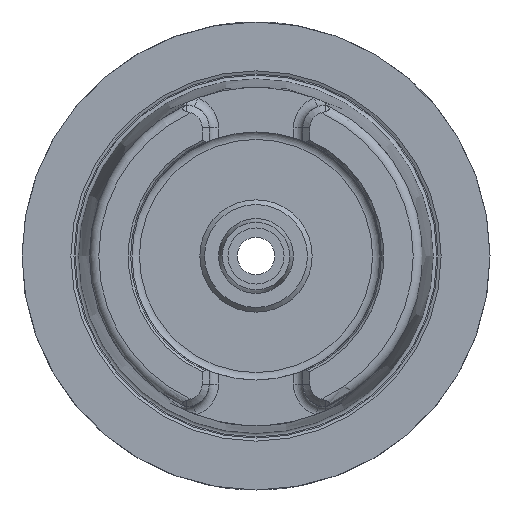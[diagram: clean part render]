
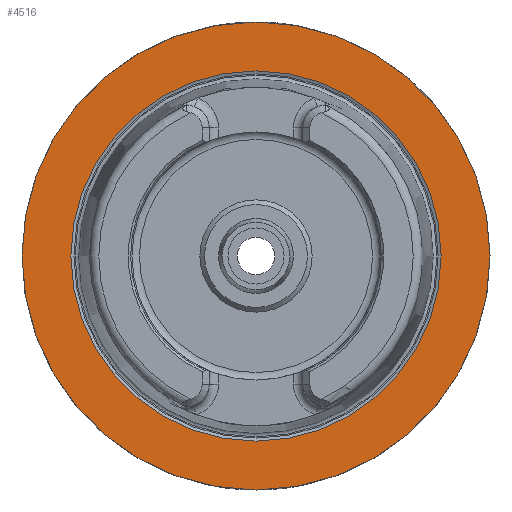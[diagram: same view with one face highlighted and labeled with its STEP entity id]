
A CAD part, left-side view. The second image highlights one B-rep face of the part: STEP entity #4516.
In plain terms, the highlighted planar face has unit normal (-1, 0, 0).
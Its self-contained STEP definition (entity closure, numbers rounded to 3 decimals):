
#1956=CARTESIAN_POINT('',(0.,50.0,0.0));
#1957=VERTEX_POINT('',#1956);
#1958=CARTESIAN_POINT('',(0.,0.,0.0));
#1959=DIRECTION('',(1.0,0.0,0.0));
#1960=DIRECTION('',(0.0,1.0,0.0));
#1961=AXIS2_PLACEMENT_3D('',#1958,#1959,#1960);
#1962=CIRCLE('',#1961,50.0);
#1963=EDGE_CURVE('',#1957,#1957,#1962,.T.);
#4490=CARTESIAN_POINT('',(0.,39.55,0.0));
#4491=VERTEX_POINT('',#4490);
#4492=CARTESIAN_POINT('',(0.,0.,0.0));
#4493=DIRECTION('',(1.0,0.0,0.0));
#4494=DIRECTION('',(0.0,1.0,0.0));
#4495=AXIS2_PLACEMENT_3D('',#4492,#4493,#4494);
#4496=CIRCLE('',#4495,39.55);
#4497=EDGE_CURVE('',#4491,#4491,#4496,.T.);
#4505=CARTESIAN_POINT('',(0.,44.775,0.0));
#4506=DIRECTION('',(-1.0,0.0,0.0));
#4507=DIRECTION('',(0.0,0.0,1.0));
#4508=AXIS2_PLACEMENT_3D('',#4505,#4506,#4507);
#4509=PLANE('',#4508);
#4510=ORIENTED_EDGE('',*,*,#1963,.F.);
#4511=EDGE_LOOP('',(#4510));
#4512=FACE_OUTER_BOUND('',#4511,.T.);
#4513=ORIENTED_EDGE('',*,*,#4497,.T.);
#4514=EDGE_LOOP('',(#4513));
#4515=FACE_BOUND('',#4514,.T.);
#4516=ADVANCED_FACE('',(#4512,#4515),#4509,.T.);
